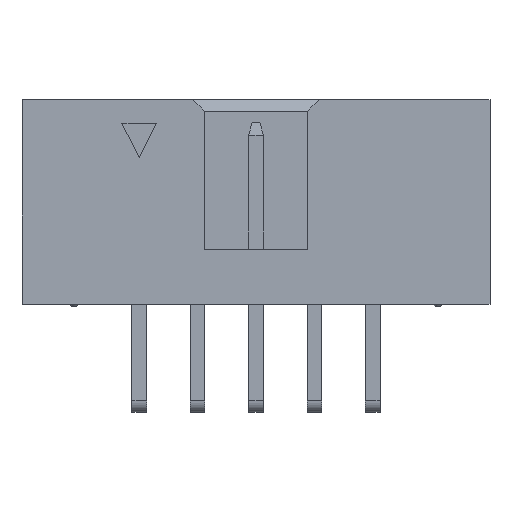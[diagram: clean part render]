
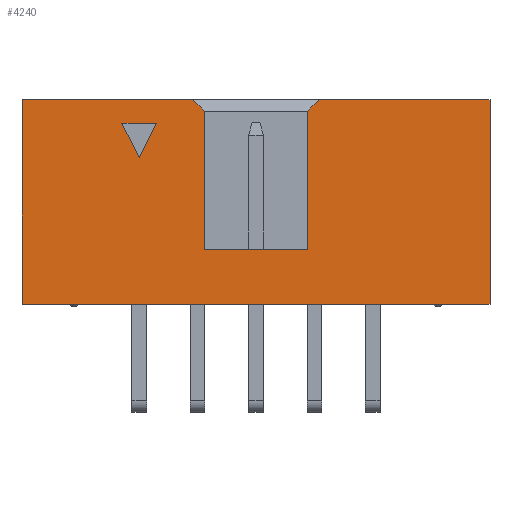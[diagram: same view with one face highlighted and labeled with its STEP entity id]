
A CAD part, front view. The second image highlights one B-rep face of the part: STEP entity #4240.
In plain terms, the highlighted planar face has unit normal (0, -1, 0).
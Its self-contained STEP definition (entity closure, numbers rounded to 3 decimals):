
#11 = VERTEX_POINT ( 'NONE', #4910 ) ;
#20 = VERTEX_POINT ( 'NONE', #6076 ) ;
#35 = LINE ( 'NONE', #5922, #6477 ) ;
#109 = EDGE_CURVE ( 'NONE', #936, #3255, #451, .T. ) ;
#232 = VERTEX_POINT ( 'NONE', #4091 ) ;
#366 = AXIS2_PLACEMENT_3D ( 'NONE', #2853, #5291, #5216 ) ;
#384 = ORIENTED_EDGE ( 'NONE', *, *, #5920, .T. ) ;
#387 = CARTESIAN_POINT ( 'NONE',  ( 44.465, -4.4, 8.9 ) ) ;
#447 = VERTEX_POINT ( 'NONE', #2426 ) ;
#451 = LINE ( 'NONE', #6294, #6569 ) ;
#552 = CARTESIAN_POINT ( 'NONE',  ( 36.54, -4.4, 8.4 ) ) ;
#606 = EDGE_CURVE ( 'NONE', #4238, #11, #5639, .T. ) ;
#622 = DIRECTION ( 'NONE',  ( 0.447, 0., 0.894 ) ) ;
#680 = VECTOR ( 'NONE', #6975, 1000. ) ;
#715 = CARTESIAN_POINT ( 'NONE',  ( 32.04, -4.4, -2.423 ) ) ;
#823 = VERTEX_POINT ( 'NONE', #3736 ) ;
#878 = CARTESIAN_POINT ( 'NONE',  ( 32.04, -4.4, 2.4 ) ) ;
#936 = VERTEX_POINT ( 'NONE', #5082 ) ;
#991 = ORIENTED_EDGE ( 'NONE', *, *, #1231, .F. ) ;
#1124 = CARTESIAN_POINT ( 'NONE',  ( 24.115, -4.4, 8.9 ) ) ;
#1180 = CARTESIAN_POINT ( 'NONE',  ( 24.115, -4.4, 8.9 ) ) ;
#1231 = EDGE_CURVE ( 'NONE', #447, #2929, #3608, .T. ) ;
#1462 = DIRECTION ( 'NONE',  ( 0.447, 0., -0.894 ) ) ;
#1465 = ORIENTED_EDGE ( 'NONE', *, *, #2896, .F. ) ;
#1651 = EDGE_CURVE ( 'NONE', #232, #20, #35, .T. ) ;
#1682 = EDGE_CURVE ( 'NONE', #2929, #823, #5718, .T. ) ;
#1736 = VECTOR ( 'NONE', #2320, 1000. ) ;
#1774 = VECTOR ( 'NONE', #2148, 1000. ) ;
#1811 = ORIENTED_EDGE ( 'NONE', *, *, #1651, .T. ) ;
#1813 = ORIENTED_EDGE ( 'NONE', *, *, #6174, .F. ) ;
#1919 = ORIENTED_EDGE ( 'NONE', *, *, #606, .T. ) ;
#2148 = DIRECTION ( 'NONE',  ( -1., 0., 0. ) ) ;
#2159 = DIRECTION ( 'NONE',  ( -0.707, 0., -0.707 ) ) ;
#2206 = ORIENTED_EDGE ( 'NONE', *, *, #109, .T. ) ;
#2261 = EDGE_LOOP ( 'NONE', ( #3182, #3690, #5340, #2206, #3433, #1811, #6480, #1919, #384, #1813 ) ) ;
#2320 = DIRECTION ( 'NONE',  ( 1., 0., 0. ) ) ;
#2426 = CARTESIAN_POINT ( 'NONE',  ( 29.21, -4.4, 6.374 ) ) ;
#2775 = CARTESIAN_POINT ( 'NONE',  ( 28.46, -4.4, 7.874 ) ) ;
#2853 = CARTESIAN_POINT ( 'NONE',  ( 24.115, -4.4, 8.9 ) ) ;
#2896 = EDGE_CURVE ( 'NONE', #823, #447, #4416, .T. ) ;
#2929 = VERTEX_POINT ( 'NONE', #6296 ) ;
#2962 = EDGE_CURVE ( 'NONE', #6630, #4641, #7029, .T. ) ;
#3182 = ORIENTED_EDGE ( 'NONE', *, *, #5032, .F. ) ;
#3248 = DIRECTION ( 'NONE',  ( -1., 0., 0. ) ) ;
#3249 = VECTOR ( 'NONE', #622, 1000. ) ;
#3255 = VERTEX_POINT ( 'NONE', #878 ) ;
#3343 = CARTESIAN_POINT ( 'NONE',  ( 44.465, -4.4, 8.9 ) ) ;
#3433 = ORIENTED_EDGE ( 'NONE', *, *, #4381, .T. ) ;
#3463 = VECTOR ( 'NONE', #6752, 1000. ) ;
#3544 = FACE_BOUND ( 'NONE', #5418, .T. ) ;
#3577 = DIRECTION ( 'NONE',  ( 0., 0., 1. ) ) ;
#3608 = LINE ( 'NONE', #5930, #3249 ) ;
#3690 = ORIENTED_EDGE ( 'NONE', *, *, #2962, .T. ) ;
#3715 = VECTOR ( 'NONE', #1462, 1000. ) ;
#3736 = CARTESIAN_POINT ( 'NONE',  ( 28.46, -4.4, 7.874 ) ) ;
#3802 = LINE ( 'NONE', #387, #6737 ) ;
#3989 = CARTESIAN_POINT ( 'NONE',  ( 36.54, -4.4, -2.423 ) ) ;
#3999 = CARTESIAN_POINT ( 'NONE',  ( 24.115, -4.4, 0. ) ) ;
#4026 = LINE ( 'NONE', #1124, #1736 ) ;
#4091 = CARTESIAN_POINT ( 'NONE',  ( 32.04, -4.4, 8.4 ) ) ;
#4238 = VERTEX_POINT ( 'NONE', #1180 ) ;
#4240 = ADVANCED_FACE ( 'NONE', ( #3544, #5908 ), #6902, .F. ) ;
#4360 = CARTESIAN_POINT ( 'NONE',  ( 24.115, -4.4, 8.9 ) ) ;
#4381 = EDGE_CURVE ( 'NONE', #3255, #232, #4896, .T. ) ;
#4402 = CARTESIAN_POINT ( 'NONE',  ( 24.115, -4.4, 8.9 ) ) ;
#4416 = LINE ( 'NONE', #5538, #3715 ) ;
#4483 = VERTEX_POINT ( 'NONE', #4506 ) ;
#4506 = CARTESIAN_POINT ( 'NONE',  ( 44.465, -4.4, 0. ) ) ;
#4549 = EDGE_CURVE ( 'NONE', #4238, #20, #7328, .T. ) ;
#4641 = VERTEX_POINT ( 'NONE', #552 ) ;
#4677 = CARTESIAN_POINT ( 'NONE',  ( 36.54, -4.4, 8.4 ) ) ;
#4896 = LINE ( 'NONE', #715, #5446 ) ;
#4910 = CARTESIAN_POINT ( 'NONE',  ( 24.115, -4.4, 0. ) ) ;
#5032 = EDGE_CURVE ( 'NONE', #6630, #5738, #4026, .T. ) ;
#5082 = CARTESIAN_POINT ( 'NONE',  ( 36.54, -4.4, 2.4 ) ) ;
#5166 = LINE ( 'NONE', #3999, #680 ) ;
#5192 = DIRECTION ( 'NONE',  ( 0., 0., 1. ) ) ;
#5216 = DIRECTION ( 'NONE',  ( 0., 0., 1. ) ) ;
#5291 = DIRECTION ( 'NONE',  ( 0., 1., 0. ) ) ;
#5340 = ORIENTED_EDGE ( 'NONE', *, *, #6260, .F. ) ;
#5348 = DIRECTION ( 'NONE',  ( -0.707, 0., 0.707 ) ) ;
#5418 = EDGE_LOOP ( 'NONE', ( #991, #1465, #6747 ) ) ;
#5446 = VECTOR ( 'NONE', #3577, 1000. ) ;
#5538 = CARTESIAN_POINT ( 'NONE',  ( 29.21, -4.4, 6.374 ) ) ;
#5639 = LINE ( 'NONE', #4402, #6085 ) ;
#5718 = LINE ( 'NONE', #2775, #1774 ) ;
#5738 = VERTEX_POINT ( 'NONE', #3343 ) ;
#5908 = FACE_OUTER_BOUND ( 'NONE', #2261, .T. ) ;
#5920 = EDGE_CURVE ( 'NONE', #11, #4483, #5166, .T. ) ;
#5922 = CARTESIAN_POINT ( 'NONE',  ( 32.04, -4.4, 8.4 ) ) ;
#5930 = CARTESIAN_POINT ( 'NONE',  ( 29.96, -4.4, 7.874 ) ) ;
#6076 = CARTESIAN_POINT ( 'NONE',  ( 31.54, -4.4, 8.9 ) ) ;
#6085 = VECTOR ( 'NONE', #6758, 1000. ) ;
#6120 = VECTOR ( 'NONE', #5192, 1000. ) ;
#6174 = EDGE_CURVE ( 'NONE', #5738, #4483, #3802, .T. ) ;
#6260 = EDGE_CURVE ( 'NONE', #936, #4641, #7622, .T. ) ;
#6294 = CARTESIAN_POINT ( 'NONE',  ( 32.04, -4.4, 2.4 ) ) ;
#6296 = CARTESIAN_POINT ( 'NONE',  ( 29.96, -4.4, 7.874 ) ) ;
#6344 = CARTESIAN_POINT ( 'NONE',  ( 37.04, -4.4, 8.9 ) ) ;
#6477 = VECTOR ( 'NONE', #5348, 1000. ) ;
#6480 = ORIENTED_EDGE ( 'NONE', *, *, #4549, .F. ) ;
#6569 = VECTOR ( 'NONE', #3248, 1000. ) ;
#6630 = VERTEX_POINT ( 'NONE', #6344 ) ;
#6710 = DIRECTION ( 'NONE',  ( 0., 0., -1. ) ) ;
#6737 = VECTOR ( 'NONE', #6710, 1000. ) ;
#6747 = ORIENTED_EDGE ( 'NONE', *, *, #1682, .F. ) ;
#6752 = DIRECTION ( 'NONE',  ( 1., 0., 0. ) ) ;
#6758 = DIRECTION ( 'NONE',  ( 0., 0., -1. ) ) ;
#6902 = PLANE ( 'NONE',  #366 ) ;
#6975 = DIRECTION ( 'NONE',  ( 1., 0., 0. ) ) ;
#7029 = LINE ( 'NONE', #4677, #7663 ) ;
#7328 = LINE ( 'NONE', #4360, #3463 ) ;
#7622 = LINE ( 'NONE', #3989, #6120 ) ;
#7663 = VECTOR ( 'NONE', #2159, 1000. ) ;
